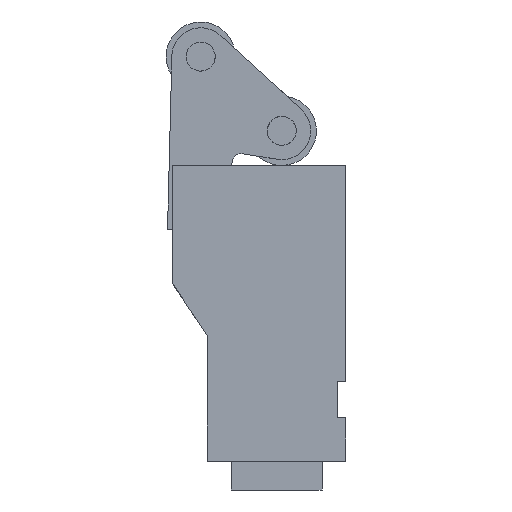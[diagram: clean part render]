
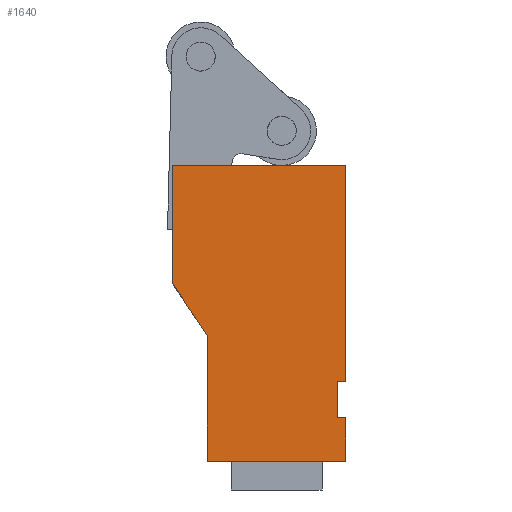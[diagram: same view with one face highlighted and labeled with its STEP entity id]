
A CAD part, front view. The second image highlights one B-rep face of the part: STEP entity #1640.
In plain terms, the highlighted planar face has unit normal (0, -1, 0).
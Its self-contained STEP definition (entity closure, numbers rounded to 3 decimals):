
#191=CARTESIAN_POINT('Vertex',(87.724,-27.662,444.749)) ;
#205=CARTESIAN_POINT('Vertex',(87.724,-27.662,357.749)) ;
#208=CARTESIAN_POINT('Line Origine',(87.724,-27.662,401.249)) ;
#247=CARTESIAN_POINT('Line Origine',(183.724,-27.662,372.749)) ;
#251=CARTESIAN_POINT('Vertex',(183.724,-27.662,357.749)) ;
#253=CARTESIAN_POINT('Vertex',(183.724,-27.662,387.749)) ;
#315=CARTESIAN_POINT('Vertex',(63.724,-27.662,480.749)) ;
#323=CARTESIAN_POINT('Line Origine',(75.724,-27.662,462.749)) ;
#477=CARTESIAN_POINT('Line Origine',(135.724,-27.662,357.749)) ;
#559=CARTESIAN_POINT('Vertex',(177.724,-27.662,387.749)) ;
#564=CARTESIAN_POINT('Line Origine',(180.724,-27.662,387.749)) ;
#643=CARTESIAN_POINT('Line Origine',(63.724,-27.662,521.749)) ;
#647=CARTESIAN_POINT('Vertex',(63.724,-27.662,562.749)) ;
#818=CARTESIAN_POINT('Vertex',(183.724,-27.662,412.749)) ;
#823=CARTESIAN_POINT('Line Origine',(180.724,-27.662,412.749)) ;
#827=CARTESIAN_POINT('Vertex',(177.724,-27.662,412.749)) ;
#854=CARTESIAN_POINT('Line Origine',(177.724,-27.662,400.249)) ;
#938=CARTESIAN_POINT('Vertex',(183.724,-27.662,562.749)) ;
#941=CARTESIAN_POINT('Line Origine',(183.724,-27.662,487.749)) ;
#1088=CARTESIAN_POINT('Line Origine',(123.724,-27.662,562.749)) ;
#1623=CARTESIAN_POINT('Axis2P3D Location',(114.724,-27.662,419.749)) ;
#209=DIRECTION('Vector Direction',(0.,0.,-1.)) ;
#248=DIRECTION('Vector Direction',(0.,0.,1.)) ;
#324=DIRECTION('Vector Direction',(0.555,0.,-0.832)) ;
#478=DIRECTION('Vector Direction',(1.,0.,0.)) ;
#565=DIRECTION('Vector Direction',(1.,0.,0.)) ;
#644=DIRECTION('Vector Direction',(0.,0.,-1.)) ;
#824=DIRECTION('Vector Direction',(-1.,0.,0.)) ;
#855=DIRECTION('Vector Direction',(0.,0.,1.)) ;
#942=DIRECTION('Vector Direction',(0.,0.,1.)) ;
#1089=DIRECTION('Vector Direction',(-1.,0.,0.)) ;
#1624=DIRECTION('Axis2P3D Direction',(0.,-1.,0.)) ;
#1625=DIRECTION('Axis2P3D XDirection',(0.,0.,1.)) ;
#1626=AXIS2_PLACEMENT_3D('Plane Axis2P3D',#1623,#1624,#1625) ;
#1629=ORIENTED_EDGE('',*,*,#945,.T.) ;
#1630=ORIENTED_EDGE('',*,*,#1092,.T.) ;
#1631=ORIENTED_EDGE('',*,*,#649,.T.) ;
#1632=ORIENTED_EDGE('',*,*,#327,.T.) ;
#1633=ORIENTED_EDGE('',*,*,#212,.T.) ;
#1634=ORIENTED_EDGE('',*,*,#481,.T.) ;
#1635=ORIENTED_EDGE('',*,*,#255,.T.) ;
#1636=ORIENTED_EDGE('',*,*,#568,.F.) ;
#1637=ORIENTED_EDGE('',*,*,#858,.F.) ;
#1638=ORIENTED_EDGE('',*,*,#829,.F.) ;
#210=VECTOR('Line Direction',#209,1.) ;
#249=VECTOR('Line Direction',#248,1.) ;
#325=VECTOR('Line Direction',#324,1.) ;
#479=VECTOR('Line Direction',#478,1.) ;
#566=VECTOR('Line Direction',#565,1.) ;
#645=VECTOR('Line Direction',#644,1.) ;
#825=VECTOR('Line Direction',#824,1.) ;
#856=VECTOR('Line Direction',#855,1.) ;
#943=VECTOR('Line Direction',#942,1.) ;
#1090=VECTOR('Line Direction',#1089,1.) ;
#1640=ADVANCED_FACE('PartBody',(#1639),#1627,.T.) ;
#212=EDGE_CURVE('',#192,#206,#211,.T.) ;
#255=EDGE_CURVE('',#252,#254,#250,.T.) ;
#327=EDGE_CURVE('',#316,#192,#326,.T.) ;
#481=EDGE_CURVE('',#206,#252,#480,.T.) ;
#568=EDGE_CURVE('',#560,#254,#567,.T.) ;
#649=EDGE_CURVE('',#648,#316,#646,.T.) ;
#829=EDGE_CURVE('',#819,#828,#826,.T.) ;
#858=EDGE_CURVE('',#828,#560,#857,.F.) ;
#945=EDGE_CURVE('',#819,#939,#944,.T.) ;
#1092=EDGE_CURVE('',#939,#648,#1091,.T.) ;
#1628=EDGE_LOOP('',(#1629,#1630,#1631,#1632,#1633,#1634,#1635,#1636,#1637,#1638)) ;
#1639=FACE_OUTER_BOUND('',#1628,.T.) ;
#211=LINE('Line',#208,#210) ;
#250=LINE('Line',#247,#249) ;
#326=LINE('Line',#323,#325) ;
#480=LINE('Line',#477,#479) ;
#567=LINE('Line',#564,#566) ;
#646=LINE('Line',#643,#645) ;
#826=LINE('Line',#823,#825) ;
#857=LINE('Line',#854,#856) ;
#944=LINE('Line',#941,#943) ;
#1091=LINE('Line',#1088,#1090) ;
#1627=PLANE('Plane',#1626) ;
#192=VERTEX_POINT('',#191) ;
#206=VERTEX_POINT('',#205) ;
#252=VERTEX_POINT('',#251) ;
#254=VERTEX_POINT('',#253) ;
#316=VERTEX_POINT('',#315) ;
#560=VERTEX_POINT('',#559) ;
#648=VERTEX_POINT('',#647) ;
#819=VERTEX_POINT('',#818) ;
#828=VERTEX_POINT('',#827) ;
#939=VERTEX_POINT('',#938) ;
